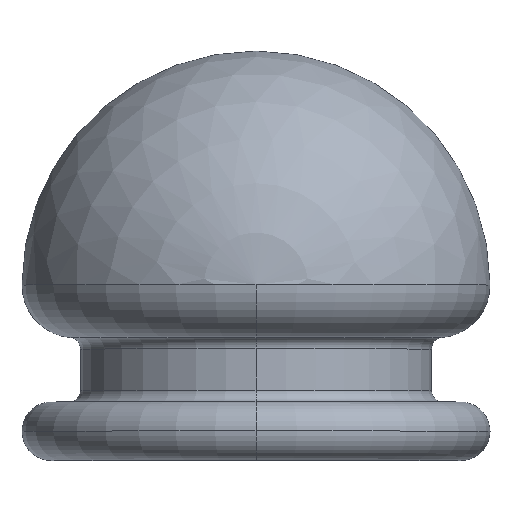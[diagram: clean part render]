
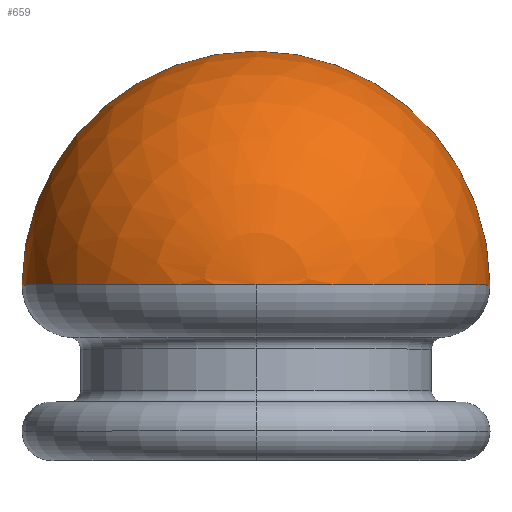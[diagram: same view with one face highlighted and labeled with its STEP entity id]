
A CAD part, top view. The second image highlights one B-rep face of the part: STEP entity #659.
In plain terms, the highlighted spherical face has radius 40 mm.
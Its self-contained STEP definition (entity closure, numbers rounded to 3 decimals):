
#8 = AXIS2_PLACEMENT_3D ( 'NONE', #557, #407, #59 ) ;
#14 = CARTESIAN_POINT ( 'NONE',  ( -40., 30., 0. ) ) ;
#40 = AXIS2_PLACEMENT_3D ( 'NONE', #600, #369, #452 ) ;
#59 = DIRECTION ( 'NONE',  ( 1., 0., 0. ) ) ;
#104 = CARTESIAN_POINT ( 'NONE',  ( 0., 30., 40. ) ) ;
#230 = EDGE_CURVE ( 'NONE', #702, #521, #236, .T. ) ;
#236 = CIRCLE ( 'NONE', #474, 40. ) ;
#238 = ORIENTED_EDGE ( 'NONE', *, *, #831, .F. ) ;
#249 = DIRECTION ( 'NONE',  ( -1., 0., 0. ) ) ;
#301 = ORIENTED_EDGE ( 'NONE', *, *, #230, .T. ) ;
#325 = CARTESIAN_POINT ( 'NONE',  ( 0., 70., 0. ) ) ;
#369 = DIRECTION ( 'NONE',  ( 0., 0., -1. ) ) ;
#407 = DIRECTION ( 'NONE',  ( 0., 0., 1. ) ) ;
#413 = CARTESIAN_POINT ( 'NONE',  ( 0., 30., 0. ) ) ;
#445 = CARTESIAN_POINT ( 'NONE',  ( 40., 30., 0. ) ) ;
#452 = DIRECTION ( 'NONE',  ( 1., 0., 0. ) ) ;
#474 = AXIS2_PLACEMENT_3D ( 'NONE', #1007, #566, #772 ) ;
#485 = CIRCLE ( 'NONE', #8, 40. ) ;
#506 = VERTEX_POINT ( 'NONE', #14 ) ;
#521 = VERTEX_POINT ( 'NONE', #445 ) ;
#543 = SPHERICAL_SURFACE ( 'NONE', #40, 40. ) ;
#548 = EDGE_CURVE ( 'NONE', #521, #589, #485, .T. ) ;
#557 = CARTESIAN_POINT ( 'NONE',  ( 0., 30., 0. ) ) ;
#566 = DIRECTION ( 'NONE',  ( 0., 1., 0. ) ) ;
#589 = VERTEX_POINT ( 'NONE', #325 ) ;
#600 = CARTESIAN_POINT ( 'NONE',  ( 0., 30., 0. ) ) ;
#638 = EDGE_CURVE ( 'NONE', #506, #702, #1072, .T. ) ;
#659 = ADVANCED_FACE ( 'NONE', ( #771 ), #543, .T. ) ;
#664 = DIRECTION ( 'NONE',  ( 0., 0., -1. ) ) ;
#691 = CARTESIAN_POINT ( 'NONE',  ( 0., 30., 0. ) ) ;
#702 = VERTEX_POINT ( 'NONE', #104 ) ;
#740 = AXIS2_PLACEMENT_3D ( 'NONE', #691, #862, #787 ) ;
#771 = FACE_OUTER_BOUND ( 'NONE', #933, .T. ) ;
#772 = DIRECTION ( 'NONE',  ( 0., 0., 1. ) ) ;
#787 = DIRECTION ( 'NONE',  ( 0., 0., 1. ) ) ;
#831 = EDGE_CURVE ( 'NONE', #506, #589, #1088, .T. ) ;
#862 = DIRECTION ( 'NONE',  ( 0., 1., 0. ) ) ;
#933 = EDGE_LOOP ( 'NONE', ( #238, #972, #301, #1022 ) ) ;
#972 = ORIENTED_EDGE ( 'NONE', *, *, #638, .T. ) ;
#1007 = CARTESIAN_POINT ( 'NONE',  ( 0., 30., 0. ) ) ;
#1022 = ORIENTED_EDGE ( 'NONE', *, *, #548, .T. ) ;
#1067 = AXIS2_PLACEMENT_3D ( 'NONE', #413, #664, #249 ) ;
#1072 = CIRCLE ( 'NONE', #740, 40. ) ;
#1088 = CIRCLE ( 'NONE', #1067, 40. ) ;
